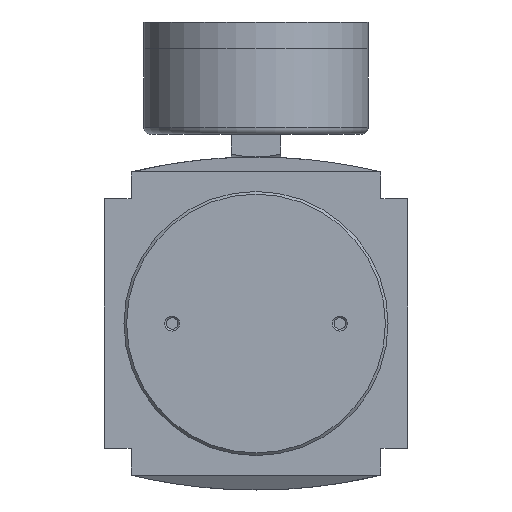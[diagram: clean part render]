
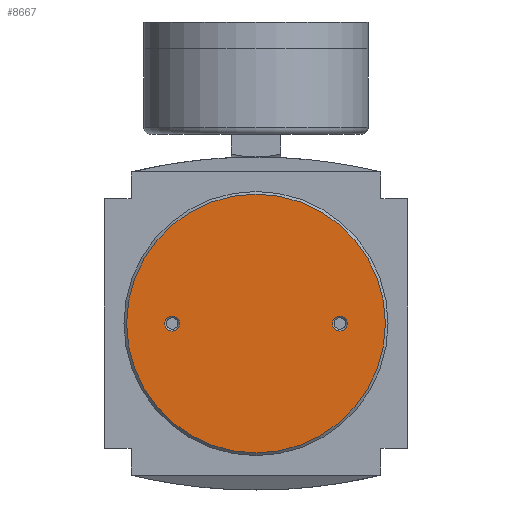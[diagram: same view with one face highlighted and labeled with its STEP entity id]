
A CAD part, front view. The second image highlights one B-rep face of the part: STEP entity #8667.
In plain terms, the highlighted planar face has unit normal (0, -1, 0).
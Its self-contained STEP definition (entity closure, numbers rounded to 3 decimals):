
#1813=PLANE('',#9466);
#2003=FACE_BOUND('',#2824,.T.);
#2004=FACE_BOUND('',#2825,.T.);
#2315=FACE_OUTER_BOUND('',#2823,.T.);
#2823=EDGE_LOOP('',(#6864));
#2824=EDGE_LOOP('',(#6865));
#2825=EDGE_LOOP('',(#6866));
#3375=CIRCLE('',#9449,2.1);
#3378=CIRCLE('',#9455,2.1);
#3383=CIRCLE('',#9465,36.25);
#3929=VERTEX_POINT('',#15296);
#3932=VERTEX_POINT('',#15305);
#3937=VERTEX_POINT('',#15320);
#4968=EDGE_CURVE('',#3929,#3929,#3375,.T.);
#4971=EDGE_CURVE('',#3932,#3932,#3378,.T.);
#4976=EDGE_CURVE('',#3937,#3937,#3383,.T.);
#6864=ORIENTED_EDGE('',*,*,#4976,.T.);
#6865=ORIENTED_EDGE('',*,*,#4968,.T.);
#6866=ORIENTED_EDGE('',*,*,#4971,.T.);
#8667=ADVANCED_FACE('',(#2315,#2003,#2004),#1813,.T.);
#9449=AXIS2_PLACEMENT_3D('',#15297,#11151,#11152);
#9455=AXIS2_PLACEMENT_3D('',#15306,#11163,#11164);
#9465=AXIS2_PLACEMENT_3D('',#15321,#11183,#11184);
#9466=AXIS2_PLACEMENT_3D('',#15322,#11185,#11186);
#11151=DIRECTION('center_axis',(0.,1.,0.));
#11152=DIRECTION('ref_axis',(1.,0.,0.));
#11163=DIRECTION('center_axis',(0.,1.,0.));
#11164=DIRECTION('ref_axis',(1.,0.,0.));
#11183=DIRECTION('center_axis',(0.,-1.,0.));
#11184=DIRECTION('ref_axis',(1.,0.,0.));
#11185=DIRECTION('center_axis',(0.,-1.,0.));
#11186=DIRECTION('ref_axis',(0.,0.,-1.));
#15296=CARTESIAN_POINT('',(25.6,-54.,0.));
#15297=CARTESIAN_POINT('Origin',(23.5,-54.,0.));
#15305=CARTESIAN_POINT('',(-21.4,-54.,0.));
#15306=CARTESIAN_POINT('Origin',(-23.5,-54.,0.));
#15320=CARTESIAN_POINT('',(36.25,-54.,0.));
#15321=CARTESIAN_POINT('Origin',(0.,-54.,0.));
#15322=CARTESIAN_POINT('Origin',(18.125,-54.,0.));
